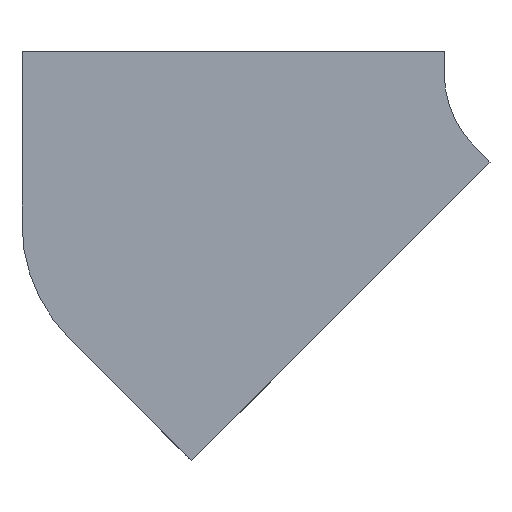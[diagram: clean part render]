
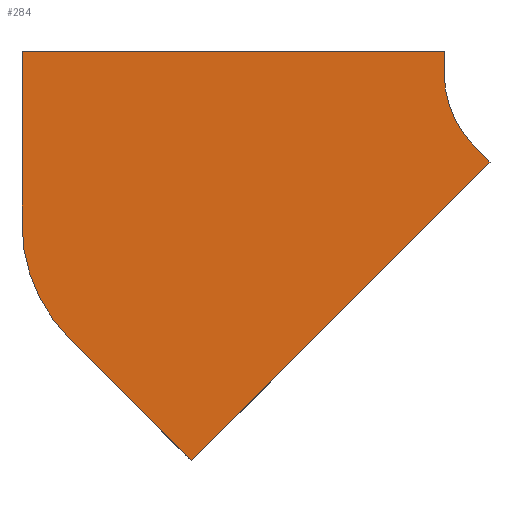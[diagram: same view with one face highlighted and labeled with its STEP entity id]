
A CAD part, front view. The second image highlights one B-rep face of the part: STEP entity #284.
In plain terms, the highlighted planar face has unit normal (0, -1, 0).
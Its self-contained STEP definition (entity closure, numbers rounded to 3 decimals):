
#11 = VERTEX_POINT ( 'NONE', #1498 ) ;
#36 = VERTEX_POINT ( 'NONE', #1517 ) ;
#41 = VERTEX_POINT ( 'NONE', #1514 ) ;
#47 = ORIENTED_EDGE ( 'NONE', *, *, #686, .F. ) ;
#48 = ORIENTED_EDGE ( 'NONE', *, *, #793, .F. ) ;
#49 = ORIENTED_EDGE ( 'NONE', *, *, #790, .F. ) ;
#56 = ORIENTED_EDGE ( 'NONE', *, *, #701, .F. ) ;
#66 = ORIENTED_EDGE ( 'NONE', *, *, #698, .F. ) ;
#69 = ORIENTED_EDGE ( 'NONE', *, *, #812, .F. ) ;
#70 = ORIENTED_EDGE ( 'NONE', *, *, #808, .F. ) ;
#71 = ORIENTED_EDGE ( 'NONE', *, *, #785, .F. ) ;
#284 = ADVANCED_FACE ( 'NONE', ( #1069 ), #1634, .F. ) ;
#491 = CARTESIAN_POINT ( 'NONE',  ( 365.147, 0., -157.279 ) ) ;
#493 = DIRECTION ( 'NONE',  ( 0.707, 0., -0.707 ) ) ;
#504 = CARTESIAN_POINT ( 'NONE',  ( 450., 0., -30. ) ) ;
#505 = DIRECTION ( 'NONE',  ( 0., -1., 0. ) ) ;
#506 = DIRECTION ( 'NONE',  ( 0., 0., -1. ) ) ;
#509 = CARTESIAN_POINT ( 'NONE',  ( 300., 0., 0. ) ) ;
#511 = DIRECTION ( 'NONE',  ( 0., 0., -1. ) ) ;
#543 = CARTESIAN_POINT ( 'NONE',  ( -300., 0., 0. ) ) ;
#544 = DIRECTION ( 'NONE',  ( 1., 0., 0. ) ) ;
#551 = CARTESIAN_POINT ( 'NONE',  ( -300., 0., 0. ) ) ;
#552 = DIRECTION ( 'NONE',  ( 0., 0., 1. ) ) ;
#580 = CARTESIAN_POINT ( 'NONE',  ( -59.117, 0., -581.543 ) ) ;
#598 = CARTESIAN_POINT ( 'NONE',  ( -232.635, 0., -408.026 ) ) ;
#643 = CARTESIAN_POINT ( 'NONE',  ( 343.934, 0., -136.066 ) ) ;
#646 = CARTESIAN_POINT ( 'NONE',  ( 300., 0., -30. ) ) ;
#655 = CARTESIAN_POINT ( 'NONE',  ( 365.147, 0., -157.279 ) ) ;
#686 = EDGE_CURVE ( 'NONE', #1760, #838, #1108, .T. ) ;
#698 = EDGE_CURVE ( 'NONE', #838, #845, #1234, .T. ) ;
#701 = EDGE_CURVE ( 'NONE', #845, #41, #1239, .T. ) ;
#785 = EDGE_CURVE ( 'NONE', #1751, #1760, #1386, .T. ) ;
#790 = EDGE_CURVE ( 'NONE', #1747, #1751, #1395, .T. ) ;
#793 = EDGE_CURVE ( 'NONE', #11, #1747, #1400, .T. ) ;
#808 = EDGE_CURVE ( 'NONE', #36, #11, #1426, .T. ) ;
#812 = EDGE_CURVE ( 'NONE', #41, #36, #1433, .T. ) ;
#838 = VERTEX_POINT ( 'NONE', #580 ) ;
#845 = VERTEX_POINT ( 'NONE', #598 ) ;
#925 = EDGE_LOOP ( 'NONE', ( #66, #47, #71, #49, #48, #70, #69, #56 ) ) ;
#1069 = FACE_OUTER_BOUND ( 'NONE', #925, .T. ) ;
#1108 = LINE ( 'NONE', #1704, #1113 ) ;
#1113 = VECTOR ( 'NONE', #1708, 1000. ) ;
#1149 = AXIS2_PLACEMENT_3D ( 'NONE', #1626, #1635, #1636 ) ;
#1171 = AXIS2_PLACEMENT_3D ( 'NONE', #1742, #1743, #1744 ) ;
#1195 = AXIS2_PLACEMENT_3D ( 'NONE', #504, #505, #506 ) ;
#1234 = LINE ( 'NONE', #1733, #1238 ) ;
#1238 = VECTOR ( 'NONE', #1731, 1000. ) ;
#1239 = CIRCLE ( 'NONE', #1171, 230. ) ;
#1386 = LINE ( 'NONE', #491, #1389 ) ;
#1389 = VECTOR ( 'NONE', #493, 1000. ) ;
#1395 = CIRCLE ( 'NONE', #1195, 150. ) ;
#1400 = LINE ( 'NONE', #509, #1403 ) ;
#1403 = VECTOR ( 'NONE', #511, 1000. ) ;
#1426 = LINE ( 'NONE', #543, #1429 ) ;
#1429 = VECTOR ( 'NONE', #544, 1000. ) ;
#1433 = LINE ( 'NONE', #551, #1436 ) ;
#1436 = VECTOR ( 'NONE', #552, 1000. ) ;
#1498 = CARTESIAN_POINT ( 'NONE',  ( 300., 0., 0. ) ) ;
#1514 = CARTESIAN_POINT ( 'NONE',  ( -300., 0., -245.391 ) ) ;
#1517 = CARTESIAN_POINT ( 'NONE',  ( -300., 0., 0. ) ) ;
#1626 = CARTESIAN_POINT ( 'NONE',  ( -70., 0., -245.391 ) ) ;
#1634 = PLANE ( 'NONE',  #1149 ) ;
#1635 = DIRECTION ( 'NONE',  ( 0., 1., 0. ) ) ;
#1636 = DIRECTION ( 'NONE',  ( 0., 0., 1. ) ) ;
#1704 = CARTESIAN_POINT ( 'NONE',  ( -59.117, 0., -581.543 ) ) ;
#1708 = DIRECTION ( 'NONE',  ( -0.707, 0., -0.707 ) ) ;
#1731 = DIRECTION ( 'NONE',  ( -0.707, 0., 0.707 ) ) ;
#1733 = CARTESIAN_POINT ( 'NONE',  ( -232.635, 0., -408.026 ) ) ;
#1742 = CARTESIAN_POINT ( 'NONE',  ( -70., 0., -245.391 ) ) ;
#1743 = DIRECTION ( 'NONE',  ( 0., 1., 0. ) ) ;
#1744 = DIRECTION ( 'NONE',  ( 0., 0., 1. ) ) ;
#1747 = VERTEX_POINT ( 'NONE', #646 ) ;
#1751 = VERTEX_POINT ( 'NONE', #643 ) ;
#1760 = VERTEX_POINT ( 'NONE', #655 ) ;
